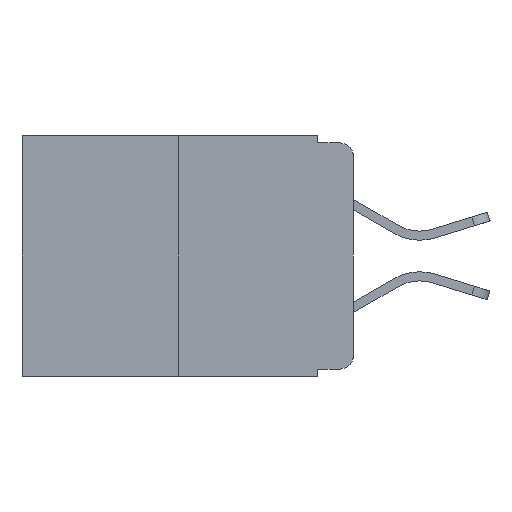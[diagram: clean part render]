
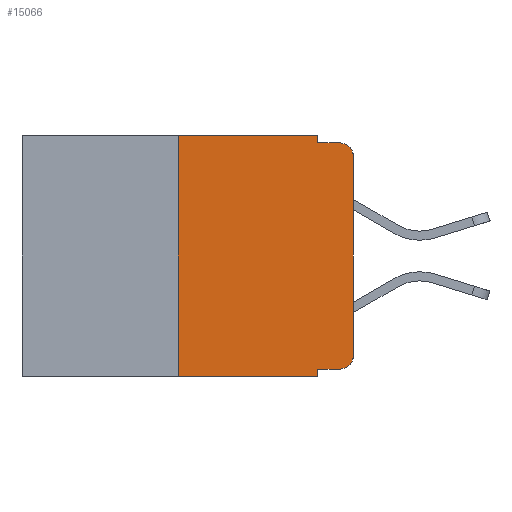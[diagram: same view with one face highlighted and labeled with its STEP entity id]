
A CAD part, left-side view. The second image highlights one B-rep face of the part: STEP entity #15066.
In plain terms, the highlighted planar face has unit normal (-1, 0, 0).
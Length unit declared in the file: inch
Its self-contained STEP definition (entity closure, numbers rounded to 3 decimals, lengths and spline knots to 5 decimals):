
#95 = CARTESIAN_POINT ( 'NONE',  ( 0., 0.473, 0. ) ) ;
#578 = DIRECTION ( 'NONE',  ( 0., -1., 0. ) ) ;
#655 = ORIENTED_EDGE ( 'NONE', *, *, #6699, .T. ) ;
#689 = EDGE_CURVE ( 'NONE', #5018, #9295, #17583, .T. ) ;
#717 = ORIENTED_EDGE ( 'NONE', *, *, #4088, .F. ) ;
#1566 = CARTESIAN_POINT ( 'NONE',  ( 0., 0.02, -0.333 ) ) ;
#1629 = ORIENTED_EDGE ( 'NONE', *, *, #8412, .F. ) ;
#1649 = ORIENTED_EDGE ( 'NONE', *, *, #12982, .T. ) ;
#1657 = DIRECTION ( 'NONE',  ( 0., 0., -1. ) ) ;
#1658 = CARTESIAN_POINT ( 'NONE',  ( 0., 0.473, 0. ) ) ;
#1716 = CARTESIAN_POINT ( 'NONE',  ( 0., 0.051, -0.343 ) ) ;
#2751 = ORIENTED_EDGE ( 'NONE', *, *, #14643, .T. ) ;
#2785 = LINE ( 'NONE', #17785, #13387 ) ;
#3237 = CIRCLE ( 'NONE', #11751, 0.02 ) ;
#3331 = EDGE_CURVE ( 'NONE', #16701, #9226, #16408, .T. ) ;
#3403 = VECTOR ( 'NONE', #9335, 39.37008 ) ;
#4088 = EDGE_CURVE ( 'NONE', #4189, #14189, #14843, .T. ) ;
#4153 = VERTEX_POINT ( 'NONE', #16486 ) ;
#4189 = VERTEX_POINT ( 'NONE', #6653 ) ;
#4250 = AXIS2_PLACEMENT_3D ( 'NONE', #95, #10417, #1657 ) ;
#4466 = VERTEX_POINT ( 'NONE', #7153 ) ;
#4602 = PLANE ( 'NONE',  #4250 ) ;
#5018 = VERTEX_POINT ( 'NONE', #8421 ) ;
#5876 = LINE ( 'NONE', #16969, #12989 ) ;
#6151 = VECTOR ( 'NONE', #16641, 39.37008 ) ;
#6484 = CARTESIAN_POINT ( 'NONE',  ( 0., 0.051, 0. ) ) ;
#6609 = CARTESIAN_POINT ( 'NONE',  ( 0., 0.02, -0.03 ) ) ;
#6653 = CARTESIAN_POINT ( 'NONE',  ( 0., 0.051, -0.01 ) ) ;
#6699 = EDGE_CURVE ( 'NONE', #9226, #4153, #16970, .T. ) ;
#6757 = CARTESIAN_POINT ( 'NONE',  ( 0., 0., 0. ) ) ;
#7153 = CARTESIAN_POINT ( 'NONE',  ( 0., 0.25, -0.343 ) ) ;
#7607 = EDGE_CURVE ( 'NONE', #4466, #11019, #13662, .T. ) ;
#7904 = EDGE_CURVE ( 'NONE', #16507, #11019, #12994, .T. ) ;
#8075 = DIRECTION ( 'NONE',  ( 0., 0., -1. ) ) ;
#8347 = CARTESIAN_POINT ( 'NONE',  ( 0., 0.02, -0.313 ) ) ;
#8412 = EDGE_CURVE ( 'NONE', #9295, #4189, #14509, .T. ) ;
#8421 = CARTESIAN_POINT ( 'NONE',  ( 0., 0.25, 0. ) ) ;
#8437 = CARTESIAN_POINT ( 'NONE',  ( 0., 0.051, -0.333 ) ) ;
#8470 = DIRECTION ( 'NONE',  ( 0., 0., -1. ) ) ;
#9124 = EDGE_CURVE ( 'NONE', #4466, #5018, #2785, .T. ) ;
#9226 = VERTEX_POINT ( 'NONE', #16631 ) ;
#9295 = VERTEX_POINT ( 'NONE', #11226 ) ;
#9335 = DIRECTION ( 'NONE',  ( 0., -1., 0. ) ) ;
#9405 = DIRECTION ( 'NONE',  ( 0., 0., -1. ) ) ;
#9845 = CARTESIAN_POINT ( 'NONE',  ( 0., 0.02, -0.01 ) ) ;
#9936 = VECTOR ( 'NONE', #10134, 39.37008 ) ;
#10134 = DIRECTION ( 'NONE',  ( 0., -1., 0. ) ) ;
#10267 = EDGE_LOOP ( 'NONE', ( #655, #2751, #717, #1629, #16317, #12175, #12102, #17928, #1649, #13702 ) ) ;
#10417 = DIRECTION ( 'NONE',  ( 1., 0., 0. ) ) ;
#10675 = CARTESIAN_POINT ( 'NONE',  ( 0., 0.051, -0.01 ) ) ;
#10770 = DIRECTION ( 'NONE',  ( 0., 0., 1. ) ) ;
#10795 = VECTOR ( 'NONE', #16424, 39.37008 ) ;
#11019 = VERTEX_POINT ( 'NONE', #1716 ) ;
#11226 = CARTESIAN_POINT ( 'NONE',  ( 0., 0.051, 0. ) ) ;
#11751 = AXIS2_PLACEMENT_3D ( 'NONE', #6609, #16498, #8075 ) ;
#12102 = ORIENTED_EDGE ( 'NONE', *, *, #7607, .T. ) ;
#12175 = ORIENTED_EDGE ( 'NONE', *, *, #9124, .F. ) ;
#12568 = VECTOR ( 'NONE', #9405, 39.37008 ) ;
#12982 = EDGE_CURVE ( 'NONE', #16507, #16701, #5876, .T. ) ;
#12989 = VECTOR ( 'NONE', #14232, 39.37008 ) ;
#12994 = LINE ( 'NONE', #6484, #12568 ) ;
#13204 = AXIS2_PLACEMENT_3D ( 'NONE', #8347, #17398, #8470 ) ;
#13387 = VECTOR ( 'NONE', #10770, 39.37008 ) ;
#13662 = LINE ( 'NONE', #14301, #9936 ) ;
#13702 = ORIENTED_EDGE ( 'NONE', *, *, #3331, .T. ) ;
#13852 = VECTOR ( 'NONE', #578, 39.37008 ) ;
#14189 = VERTEX_POINT ( 'NONE', #9845 ) ;
#14232 = DIRECTION ( 'NONE',  ( 0., -1., 0. ) ) ;
#14301 = CARTESIAN_POINT ( 'NONE',  ( 0., 0.473, -0.343 ) ) ;
#14471 = FACE_OUTER_BOUND ( 'NONE', #10267, .T. ) ;
#14509 = LINE ( 'NONE', #17752, #10795 ) ;
#14643 = EDGE_CURVE ( 'NONE', #4153, #14189, #3237, .T. ) ;
#14843 = LINE ( 'NONE', #10675, #3403 ) ;
#15066 = ADVANCED_FACE ( 'NONE', ( #14471 ), #4602, .F. ) ;
#16317 = ORIENTED_EDGE ( 'NONE', *, *, #689, .F. ) ;
#16408 = CIRCLE ( 'NONE', #13204, 0.02 ) ;
#16424 = DIRECTION ( 'NONE',  ( 0., 0., -1. ) ) ;
#16486 = CARTESIAN_POINT ( 'NONE',  ( 0., 0., -0.03 ) ) ;
#16498 = DIRECTION ( 'NONE',  ( -1., 0., 0. ) ) ;
#16507 = VERTEX_POINT ( 'NONE', #8437 ) ;
#16631 = CARTESIAN_POINT ( 'NONE',  ( 0., 0., -0.313 ) ) ;
#16641 = DIRECTION ( 'NONE',  ( 0., 0., 1. ) ) ;
#16701 = VERTEX_POINT ( 'NONE', #1566 ) ;
#16969 = CARTESIAN_POINT ( 'NONE',  ( 0., 0.051, -0.333 ) ) ;
#16970 = LINE ( 'NONE', #6757, #6151 ) ;
#17398 = DIRECTION ( 'NONE',  ( -1., 0., 0. ) ) ;
#17583 = LINE ( 'NONE', #1658, #13852 ) ;
#17752 = CARTESIAN_POINT ( 'NONE',  ( 0., 0.051, 0. ) ) ;
#17785 = CARTESIAN_POINT ( 'NONE',  ( 0., 0.25, 0. ) ) ;
#17928 = ORIENTED_EDGE ( 'NONE', *, *, #7904, .F. ) ;
